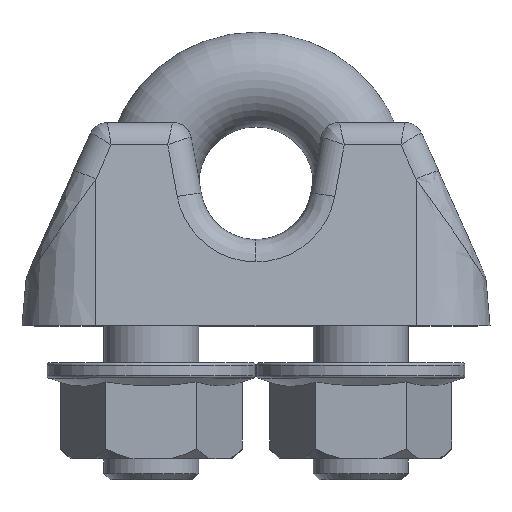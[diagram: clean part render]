
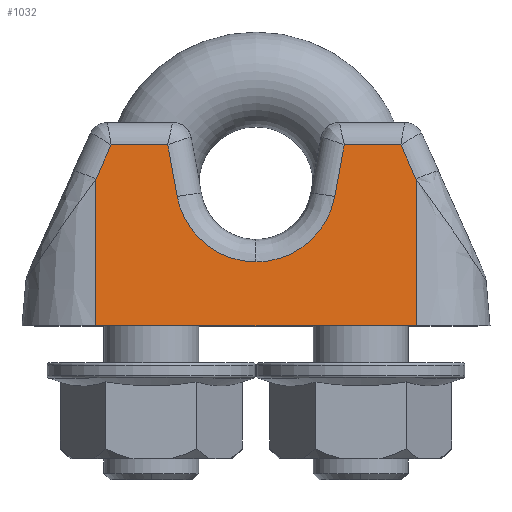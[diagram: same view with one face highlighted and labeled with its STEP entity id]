
A CAD part, top view. The second image highlights one B-rep face of the part: STEP entity #1032.
In plain terms, the highlighted planar face has unit normal (0, 0.087, 0.996).
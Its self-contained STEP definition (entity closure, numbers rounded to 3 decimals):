
#17 = ORIENTED_EDGE ( 'NONE', *, *, #1894, .T. ) ;
#53 = LINE ( 'NONE', #3047, #921 ) ;
#62 = EDGE_CURVE ( 'NONE', #1935, #1261, #5202, .T. ) ;
#110 = DIRECTION ( 'NONE',  ( 0., -0.996, 0.087 ) ) ;
#168 = DIRECTION ( 'NONE',  ( -1., 0., 0. ) ) ;
#309 = CARTESIAN_POINT ( 'NONE',  ( 13., 0., 9.5 ) ) ;
#318 = ORIENTED_EDGE ( 'NONE', *, *, #1830, .T. ) ;
#397 = VECTOR ( 'NONE', #5736, 1000. ) ;
#403 = VECTOR ( 'NONE', #949, 1000. ) ;
#426 = CARTESIAN_POINT ( 'NONE',  ( 0., 5.174, 9.047 ) ) ;
#479 = CARTESIAN_POINT ( 'NONE',  ( 13., 0., 9.5 ) ) ;
#482 = VECTOR ( 'NONE', #110, 1000. ) ;
#574 = DIRECTION ( 'NONE',  ( 0., -0.996, 0.087 ) ) ;
#658 = FACE_OUTER_BOUND ( 'NONE', #5241, .T. ) ;
#778 = CARTESIAN_POINT ( 'NONE',  ( 6.392, 10.493, 8.582 ) ) ;
#857 = CARTESIAN_POINT ( 'NONE',  ( 5.796, 7.271, 8.864 ) ) ;
#881 = VERTEX_POINT ( 'NONE', #1276 ) ;
#905 = CARTESIAN_POINT ( 'NONE',  ( -6.392, 10.493, 8.582 ) ) ;
#921 = VECTOR ( 'NONE', #1185, 1000. ) ;
#949 = DIRECTION ( 'NONE',  ( -0.407, -0.91, 0.08 ) ) ;
#987 = EDGE_CURVE ( 'NONE', #5594, #1221, #2808, .T. ) ;
#1032 = ADVANCED_FACE ( 'NONE', ( #658 ), #4182, .T. ) ;
#1145 = ORIENTED_EDGE ( 'NONE', *, *, #3675, .T. ) ;
#1174 = DIRECTION ( 'NONE',  ( -0.181, 0.98, -0.086 ) ) ;
#1185 = DIRECTION ( 'NONE',  ( -0.407, 0.91, -0.08 ) ) ;
#1221 = VERTEX_POINT ( 'NONE', #309 ) ;
#1261 = VERTEX_POINT ( 'NONE', #1428 ) ;
#1276 = CARTESIAN_POINT ( 'NONE',  ( -13., 0., 9.5 ) ) ;
#1357 = CARTESIAN_POINT ( 'NONE',  ( -5.796, 7.271, 8.864 ) ) ;
#1428 = CARTESIAN_POINT ( 'NONE',  ( 0., 5.174, 9.047 ) ) ;
#1582 = CARTESIAN_POINT ( 'NONE',  ( -6.392, 10.493, 8.582 ) ) ;
#1641 = VECTOR ( 'NONE', #5610, 1000. ) ;
#1719 = CARTESIAN_POINT ( 'NONE',  ( 13., 0., 9.5 ) ) ;
#1808 = DIRECTION ( 'NONE',  ( 0., -0.996, 0.087 ) ) ;
#1830 = EDGE_CURVE ( 'NONE', #5594, #5629, #53, .T. ) ;
#1886 = CARTESIAN_POINT ( 'NONE',  ( 13., 0., 9.5 ) ) ;
#1894 = EDGE_CURVE ( 'NONE', #881, #1221, #3508, .T. ) ;
#1895 = CARTESIAN_POINT ( 'NONE',  ( 4.733, 1.516, 9.367 ) ) ;
#1935 = VERTEX_POINT ( 'NONE', #778 ) ;
#1999 = EDGE_CURVE ( 'NONE', #5924, #1935, #4118, .T. ) ;
#2008 = CARTESIAN_POINT ( 'NONE',  ( 13., 14.674, 8.216 ) ) ;
#2009 = CARTESIAN_POINT ( 'NONE',  ( 13., 14.674, 8.216 ) ) ;
#2305 = CARTESIAN_POINT ( 'NONE',  ( -11.76, 14.674, 8.216 ) ) ;
#2310 = EDGE_CURVE ( 'NONE', #1261, #4423, #3167, .T. ) ;
#2494 = EDGE_CURVE ( 'NONE', #3793, #881, #5832, .T. ) ;
#2505 = VECTOR ( 'NONE', #168, 1000. ) ;
#2539 = EDGE_CURVE ( 'NONE', #4423, #4365, #5137, .T. ) ;
#2628 = VECTOR ( 'NONE', #1808, 1000. ) ;
#2631 = CARTESIAN_POINT ( 'NONE',  ( 13., 11.904, 8.459 ) ) ;
#2728 = LINE ( 'NONE', #5616, #403 ) ;
#2808 = LINE ( 'NONE', #479, #2628 ) ;
#2904 = CARTESIAN_POINT ( 'NONE',  ( -13., 0., 9.5 ) ) ;
#3002 = ORIENTED_EDGE ( 'NONE', *, *, #1999, .T. ) ;
#3047 = CARTESIAN_POINT ( 'NONE',  ( 17.444, 1.973, 9.327 ) ) ;
#3167 =( BOUNDED_CURVE ( )  B_SPLINE_CURVE ( 3, ( #3737, #3226, #1357, #905 ),
 .UNSPECIFIED., .F., .F. ) 
 B_SPLINE_CURVE_WITH_KNOTS ( ( 4, 4 ),
 ( 0., 1.388 ),
 .UNSPECIFIED. ) 
 CURVE ( )  GEOMETRIC_REPRESENTATION_ITEM ( )  RATIONAL_B_SPLINE_CURVE ( ( 1., 0.846, 0.846, 1. ) ) 
 REPRESENTATION_ITEM ( '' )  );
#3171 = LINE ( 'NONE', #2008, #2505 ) ;
#3226 = CARTESIAN_POINT ( 'NONE',  ( -3.277, 5.174, 9.047 ) ) ;
#3229 = CARTESIAN_POINT ( 'NONE',  ( 3.277, 5.174, 9.047 ) ) ;
#3382 = ORIENTED_EDGE ( 'NONE', *, *, #4841, .T. ) ;
#3403 = CARTESIAN_POINT ( 'NONE',  ( -13., 11.904, 8.459 ) ) ;
#3508 = LINE ( 'NONE', #1719, #4549 ) ;
#3568 = DIRECTION ( 'NONE',  ( 1., 0., 0. ) ) ;
#3675 = EDGE_CURVE ( 'NONE', #5332, #3793, #2728, .T. ) ;
#3729 = ORIENTED_EDGE ( 'NONE', *, *, #3990, .T. ) ;
#3737 = CARTESIAN_POINT ( 'NONE',  ( 0., 5.174, 9.047 ) ) ;
#3793 = VERTEX_POINT ( 'NONE', #3403 ) ;
#3833 = LINE ( 'NONE', #2009, #397 ) ;
#3863 = ORIENTED_EDGE ( 'NONE', *, *, #2494, .T. ) ;
#3968 = AXIS2_PLACEMENT_3D ( 'NONE', #1886, #4672, #574 ) ;
#3990 = EDGE_CURVE ( 'NONE', #5629, #5924, #3171, .T. ) ;
#4027 = CARTESIAN_POINT ( 'NONE',  ( -3.881, -3.095, 9.771 ) ) ;
#4031 = CARTESIAN_POINT ( 'NONE',  ( 11.76, 14.674, 8.216 ) ) ;
#4118 = LINE ( 'NONE', #1895, #1641 ) ;
#4182 = PLANE ( 'NONE',  #3968 ) ;
#4365 = VERTEX_POINT ( 'NONE', #5069 ) ;
#4404 = ORIENTED_EDGE ( 'NONE', *, *, #62, .T. ) ;
#4423 = VERTEX_POINT ( 'NONE', #1582 ) ;
#4549 = VECTOR ( 'NONE', #3568, 1000. ) ;
#4582 = ORIENTED_EDGE ( 'NONE', *, *, #2539, .T. ) ;
#4629 = ORIENTED_EDGE ( 'NONE', *, *, #2310, .T. ) ;
#4672 = DIRECTION ( 'NONE',  ( 0., 0.087, 0.996 ) ) ;
#4773 = VECTOR ( 'NONE', #1174, 1000. ) ;
#4841 = EDGE_CURVE ( 'NONE', #4365, #5332, #3833, .T. ) ;
#4991 = CARTESIAN_POINT ( 'NONE',  ( 6.392, 10.493, 8.582 ) ) ;
#5069 = CARTESIAN_POINT ( 'NONE',  ( -7.164, 14.674, 8.216 ) ) ;
#5137 = LINE ( 'NONE', #4027, #4773 ) ;
#5202 =( BOUNDED_CURVE ( )  B_SPLINE_CURVE ( 3, ( #4991, #857, #3229, #426 ),
 .UNSPECIFIED., .F., .T. ) 
 B_SPLINE_CURVE_WITH_KNOTS ( ( 4, 4 ),
 ( 4.895, 6.283 ),
 .UNSPECIFIED. ) 
 CURVE ( )  GEOMETRIC_REPRESENTATION_ITEM ( )  RATIONAL_B_SPLINE_CURVE ( ( 1., 0.846, 0.846, 1. ) ) 
 REPRESENTATION_ITEM ( '' )  );
#5241 = EDGE_LOOP ( 'NONE', ( #5698, #318, #3729, #3002, #4404, #4629, #4582, #3382, #1145, #3863, #17 ) ) ;
#5332 = VERTEX_POINT ( 'NONE', #2305 ) ;
#5594 = VERTEX_POINT ( 'NONE', #2631 ) ;
#5610 = DIRECTION ( 'NONE',  ( -0.181, -0.98, 0.086 ) ) ;
#5616 = CARTESIAN_POINT ( 'NONE',  ( -13.134, 11.606, 8.485 ) ) ;
#5629 = VERTEX_POINT ( 'NONE', #4031 ) ;
#5698 = ORIENTED_EDGE ( 'NONE', *, *, #987, .F. ) ;
#5736 = DIRECTION ( 'NONE',  ( -1., 0., 0. ) ) ;
#5832 = LINE ( 'NONE', #2904, #482 ) ;
#5856 = CARTESIAN_POINT ( 'NONE',  ( 7.164, 14.674, 8.216 ) ) ;
#5924 = VERTEX_POINT ( 'NONE', #5856 ) ;
